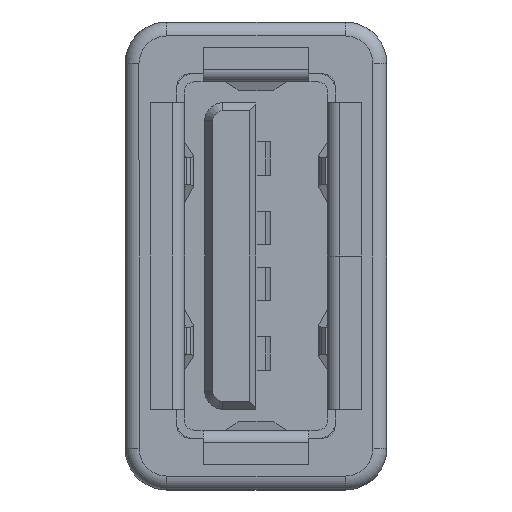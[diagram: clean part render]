
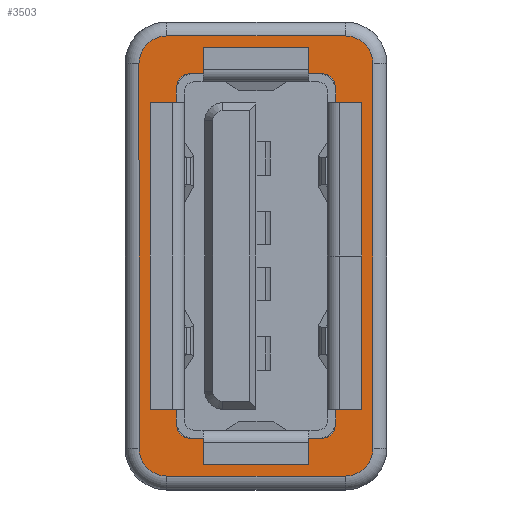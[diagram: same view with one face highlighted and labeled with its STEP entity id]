
A CAD part, left-side view. The second image highlights one B-rep face of the part: STEP entity #3503.
In plain terms, the highlighted planar face has unit normal (-1, 0, 0).
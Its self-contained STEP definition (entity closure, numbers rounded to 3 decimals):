
#1 = DIRECTION ( 'NONE',  ( 0., -1., 0. ) ) ;
#106 = AXIS2_PLACEMENT_3D ( 'NONE', #15949, #12442, #10768 ) ;
#153 = VERTEX_POINT ( 'NONE', #11090 ) ;
#281 = CARTESIAN_POINT ( 'NONE',  ( -55.073, -2.85, -6.05 ) ) ;
#754 = CARTESIAN_POINT ( 'NONE',  ( -55.073, 4.2, -6.9 ) ) ;
#1230 = CARTESIAN_POINT ( 'NONE',  ( -55.073, -3.2, -6.9 ) ) ;
#1603 = VERTEX_POINT ( 'NONE', #8557 ) ;
#1724 = EDGE_CURVE ( 'NONE', #5543, #11084, #13157, .T. ) ;
#2189 = VERTEX_POINT ( 'NONE', #8032 ) ;
#2327 = EDGE_CURVE ( 'NONE', #3432, #16865, #4493, .T. ) ;
#2330 = VERTEX_POINT ( 'NONE', #281 ) ;
#2588 = EDGE_CURVE ( 'NONE', #17565, #1603, #10662, .T. ) ;
#2651 = DIRECTION ( 'NONE',  ( 0., 1., 0. ) ) ;
#2802 = ORIENTED_EDGE ( 'NONE', *, *, #5898, .T. ) ;
#3118 = CARTESIAN_POINT ( 'NONE',  ( -55.073, -2.85, 6.05 ) ) ;
#3299 = CIRCLE ( 'NONE', #11600, 0.5 ) ;
#3432 = VERTEX_POINT ( 'NONE', #21880 ) ;
#3503 = ADVANCED_FACE ( 'NONE', ( #12277, #20123 ), #18598, .T. ) ;
#3575 = CARTESIAN_POINT ( 'NONE',  ( -55.073, 3.2, -6.9 ) ) ;
#3716 = VECTOR ( 'NONE', #7588, 1000. ) ;
#3765 = CARTESIAN_POINT ( 'NONE',  ( -55.073, -2.35, 6.55 ) ) ;
#4493 = CIRCLE ( 'NONE', #106, 1. ) ;
#4583 = ORIENTED_EDGE ( 'NONE', *, *, #20858, .T. ) ;
#4961 = ORIENTED_EDGE ( 'NONE', *, *, #18726, .F. ) ;
#5147 = ORIENTED_EDGE ( 'NONE', *, *, #11133, .T. ) ;
#5192 = CARTESIAN_POINT ( 'NONE',  ( -55.073, -2.35, 6.05 ) ) ;
#5357 = ORIENTED_EDGE ( 'NONE', *, *, #2588, .F. ) ;
#5543 = VERTEX_POINT ( 'NONE', #15517 ) ;
#5713 = ORIENTED_EDGE ( 'NONE', *, *, #10082, .F. ) ;
#5898 = EDGE_CURVE ( 'NONE', #2189, #9609, #6216, .T. ) ;
#5956 = DIRECTION ( 'NONE',  ( -1., 0., 0. ) ) ;
#6134 = ORIENTED_EDGE ( 'NONE', *, *, #10711, .T. ) ;
#6216 = LINE ( 'NONE', #6330, #17332 ) ;
#6257 = EDGE_CURVE ( 'NONE', #11084, #13253, #9668, .T. ) ;
#6330 = CARTESIAN_POINT ( 'NONE',  ( -55.073, 4.2, 0. ) ) ;
#6552 = CARTESIAN_POINT ( 'NONE',  ( -55.073, 0., 7.9 ) ) ;
#6810 = CARTESIAN_POINT ( 'NONE',  ( -55.073, -4.2, 0. ) ) ;
#7130 = VERTEX_POINT ( 'NONE', #7613 ) ;
#7462 = AXIS2_PLACEMENT_3D ( 'NONE', #3575, #19140, #8732 ) ;
#7588 = DIRECTION ( 'NONE',  ( 0., -1., 0. ) ) ;
#7613 = CARTESIAN_POINT ( 'NONE',  ( -55.073, -2.35, -6.55 ) ) ;
#7724 = VECTOR ( 'NONE', #10041, 1000. ) ;
#7818 = DIRECTION ( 'NONE',  ( 0., 0., -1. ) ) ;
#8032 = CARTESIAN_POINT ( 'NONE',  ( -55.073, 4.2, 6.9 ) ) ;
#8557 = CARTESIAN_POINT ( 'NONE',  ( -55.073, 2.35, -6.55 ) ) ;
#8564 = CARTESIAN_POINT ( 'NONE',  ( -55.073, -4.2, -6.9 ) ) ;
#8614 = DIRECTION ( 'NONE',  ( -1., 0., 0. ) ) ;
#8724 = CARTESIAN_POINT ( 'NONE',  ( -55.073, 3.2, 7.9 ) ) ;
#8732 = DIRECTION ( 'NONE',  ( 0., 0., 1. ) ) ;
#8731 = VECTOR ( 'NONE', #15108, 1000. ) ;
#8745 = CARTESIAN_POINT ( 'NONE',  ( -55.073, 2.85, -6.05 ) ) ;
#8932 = ORIENTED_EDGE ( 'NONE', *, *, #2327, .T. ) ;
#9003 = CARTESIAN_POINT ( 'NONE',  ( -55.073, 2.35, 6.05 ) ) ;
#9083 = DIRECTION ( 'NONE',  ( 0., -1., 0. ) ) ;
#9577 = EDGE_LOOP ( 'NONE', ( #17660, #5147, #2802, #6134, #17338, #4583, #11625, #8932 ) ) ;
#9609 = VERTEX_POINT ( 'NONE', #754 ) ;
#9632 = CIRCLE ( 'NONE', #15324, 1. ) ;
#9668 = CIRCLE ( 'NONE', #17579, 0.5 ) ;
#10030 = DIRECTION ( 'NONE',  ( -1., 0., 0. ) ) ;
#10041 = DIRECTION ( 'NONE',  ( 0., 1., 0. ) ) ;
#10082 = EDGE_CURVE ( 'NONE', #1603, #7130, #13889, .T. ) ;
#10269 = DIRECTION ( 'NONE',  ( 0., 0., 1. ) ) ;
#10659 = VERTEX_POINT ( 'NONE', #3118 ) ;
#10662 = CIRCLE ( 'NONE', #18238, 0.5 ) ;
#10711 = EDGE_CURVE ( 'NONE', #9609, #20838, #13868, .T. ) ;
#10768 = DIRECTION ( 'NONE',  ( 0., 0., 1. ) ) ;
#10827 = ORIENTED_EDGE ( 'NONE', *, *, #11633, .F. ) ;
#10886 = CARTESIAN_POINT ( 'NONE',  ( -55.073, 2.35, -6.05 ) ) ;
#11084 = VERTEX_POINT ( 'NONE', #18369 ) ;
#11090 = CARTESIAN_POINT ( 'NONE',  ( -55.073, -3.2, -7.9 ) ) ;
#11133 = EDGE_CURVE ( 'NONE', #18926, #2189, #11635, .T. ) ;
#11169 = DIRECTION ( 'NONE',  ( -1., 0., 0. ) ) ;
#11212 = CARTESIAN_POINT ( 'NONE',  ( -55.073, 2.85, 6.05 ) ) ;
#11300 = AXIS2_PLACEMENT_3D ( 'NONE', #20229, #16458, #13042 ) ;
#11600 = AXIS2_PLACEMENT_3D ( 'NONE', #5192, #8614, #17357 ) ;
#11625 = ORIENTED_EDGE ( 'NONE', *, *, #14803, .T. ) ;
#11633 = EDGE_CURVE ( 'NONE', #10659, #5543, #3299, .T. ) ;
#11635 = CIRCLE ( 'NONE', #11300, 1. ) ;
#11859 = CIRCLE ( 'NONE', #18622, 0.5 ) ;
#12163 = LINE ( 'NONE', #18158, #22170 ) ;
#12277 = FACE_OUTER_BOUND ( 'NONE', #9577, .T. ) ;
#12412 = DIRECTION ( 'NONE',  ( -1., 0., 0. ) ) ;
#12442 = DIRECTION ( 'NONE',  ( -1., 0., 0. ) ) ;
#12527 = ORIENTED_EDGE ( 'NONE', *, *, #1724, .F. ) ;
#12594 = CARTESIAN_POINT ( 'NONE',  ( -55.073, 0., -7.9 ) ) ;
#13013 = AXIS2_PLACEMENT_3D ( 'NONE', #13192, #14857, #20151 ) ;
#13042 = DIRECTION ( 'NONE',  ( 0., 0., 1. ) ) ;
#13103 = LINE ( 'NONE', #6810, #15835 ) ;
#13157 = LINE ( 'NONE', #3765, #7724 ) ;
#13192 = CARTESIAN_POINT ( 'NONE',  ( -55.073, 0., 0. ) ) ;
#13253 = VERTEX_POINT ( 'NONE', #11212 ) ;
#13435 = VERTEX_POINT ( 'NONE', #8564 ) ;
#13868 = CIRCLE ( 'NONE', #7462, 1. ) ;
#13889 = LINE ( 'NONE', #17836, #17955 ) ;
#14167 = DIRECTION ( 'NONE',  ( 0., -1., 0. ) ) ;
#14803 = EDGE_CURVE ( 'NONE', #13435, #3432, #13103, .T. ) ;
#14857 = DIRECTION ( 'NONE',  ( -1., 0., 0. ) ) ;
#15108 = DIRECTION ( 'NONE',  ( 0., 1., 0. ) ) ;
#15324 = AXIS2_PLACEMENT_3D ( 'NONE', #1230, #10030, #17041 ) ;
#15477 = CARTESIAN_POINT ( 'NONE',  ( -55.073, -3.2, 7.9 ) ) ;
#15517 = CARTESIAN_POINT ( 'NONE',  ( -55.073, -2.35, 6.55 ) ) ;
#15664 = ORIENTED_EDGE ( 'NONE', *, *, #6257, .F. ) ;
#15835 = VECTOR ( 'NONE', #10269, 1000. ) ;
#15949 = CARTESIAN_POINT ( 'NONE',  ( -55.073, -3.2, 6.9 ) ) ;
#16174 = EDGE_CURVE ( 'NONE', #16865, #18926, #18794, .T. ) ;
#16242 = EDGE_LOOP ( 'NONE', ( #4961, #5713, #5357, #20365, #15664, #12527, #10827, #17686 ) ) ;
#16458 = DIRECTION ( 'NONE',  ( -1., 0., 0. ) ) ;
#16498 = CARTESIAN_POINT ( 'NONE',  ( -55.073, 3.2, -7.9 ) ) ;
#16865 = VERTEX_POINT ( 'NONE', #15477 ) ;
#16956 = DIRECTION ( 'NONE',  ( 0., 0., 1. ) ) ;
#17041 = DIRECTION ( 'NONE',  ( 0., 0., 1. ) ) ;
#17332 = VECTOR ( 'NONE', #18385, 1000. ) ;
#17338 = ORIENTED_EDGE ( 'NONE', *, *, #22131, .T. ) ;
#17357 = DIRECTION ( 'NONE',  ( 0., -1., 0. ) ) ;
#17565 = VERTEX_POINT ( 'NONE', #8745 ) ;
#17579 = AXIS2_PLACEMENT_3D ( 'NONE', #9003, #11169, #1 ) ;
#17660 = ORIENTED_EDGE ( 'NONE', *, *, #16174, .T. ) ;
#17686 = ORIENTED_EDGE ( 'NONE', *, *, #21916, .F. ) ;
#17836 = CARTESIAN_POINT ( 'NONE',  ( -55.073, -2.35, -6.55 ) ) ;
#17955 = VECTOR ( 'NONE', #9083, 1000. ) ;
#18158 = CARTESIAN_POINT ( 'NONE',  ( -55.073, 2.85, 6.05 ) ) ;
#18238 = AXIS2_PLACEMENT_3D ( 'NONE', #10886, #12412, #14167 ) ;
#18369 = CARTESIAN_POINT ( 'NONE',  ( -55.073, 2.35, 6.55 ) ) ;
#18385 = DIRECTION ( 'NONE',  ( 0., 0., -1. ) ) ;
#18598 = PLANE ( 'NONE',  #13013 ) ;
#18622 = AXIS2_PLACEMENT_3D ( 'NONE', #21527, #5956, #2651 ) ;
#18726 = EDGE_CURVE ( 'NONE', #7130, #2330, #11859, .T. ) ;
#18794 = LINE ( 'NONE', #6552, #8731 ) ;
#18926 = VERTEX_POINT ( 'NONE', #8724 ) ;
#19140 = DIRECTION ( 'NONE',  ( -1., 0., 0. ) ) ;
#19663 = EDGE_CURVE ( 'NONE', #13253, #17565, #12163, .T. ) ;
#19670 = LINE ( 'NONE', #12594, #3716 ) ;
#19940 = LINE ( 'NONE', #20646, #20766 ) ;
#20123 = FACE_BOUND ( 'NONE', #16242, .T. ) ;
#20151 = DIRECTION ( 'NONE',  ( 0., 0., 1. ) ) ;
#20229 = CARTESIAN_POINT ( 'NONE',  ( -55.073, 3.2, 6.9 ) ) ;
#20365 = ORIENTED_EDGE ( 'NONE', *, *, #19663, .F. ) ;
#20646 = CARTESIAN_POINT ( 'NONE',  ( -55.073, -2.85, 6.05 ) ) ;
#20766 = VECTOR ( 'NONE', #16956, 1000. ) ;
#20838 = VERTEX_POINT ( 'NONE', #16498 ) ;
#20858 = EDGE_CURVE ( 'NONE', #153, #13435, #9632, .T. ) ;
#21527 = CARTESIAN_POINT ( 'NONE',  ( -55.073, -2.35, -6.05 ) ) ;
#21880 = CARTESIAN_POINT ( 'NONE',  ( -55.073, -4.2, 6.9 ) ) ;
#21916 = EDGE_CURVE ( 'NONE', #2330, #10659, #19940, .T. ) ;
#22131 = EDGE_CURVE ( 'NONE', #20838, #153, #19670, .T. ) ;
#22170 = VECTOR ( 'NONE', #7818, 1000. ) ;
